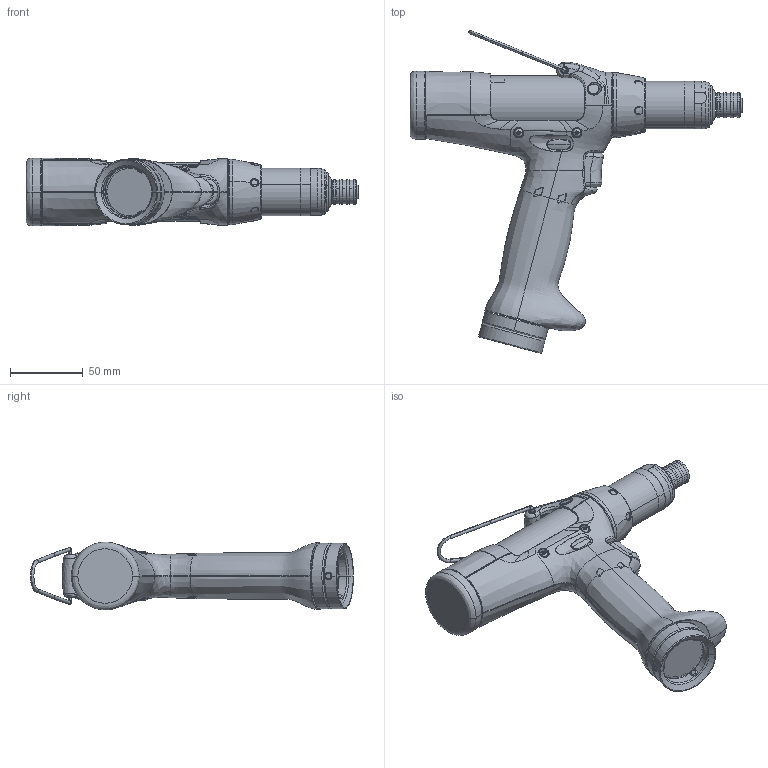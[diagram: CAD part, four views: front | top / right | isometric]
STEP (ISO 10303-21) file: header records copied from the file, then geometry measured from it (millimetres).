
FILE_DESCRIPTION((''),'2;1');
FILE_NAME('30EPN12EAQ_SW0001','2018-11-27T',('A1X81'),(''),'CREO PARAMETRIC BY PTC INC, 2016050','CREO PARAMETRIC BY PTC INC, 2016050','');
FILE_SCHEMA(('CONFIG_CONTROL_DESIGN'));
Length unit declared in the file: millimetre
Products named in the file (1): 30EPN12EAQ_SW0001
Bounding box: 228.58 x 222.38 x 46.75 mm (x, y, z)
Surface area: 73247.1 mm2 (no closed solid volume)
Topology: 0 solids, 63 shells, 776 faces, 2226 edges, 1466 vertices
Faces by surface type: bspline 404, cylinder 120, cone 88, plane 56, sphere 46, torus 44, extrusion 16, revolution 2
Entity records: 112980 total; most frequent: CARTESIAN_POINT 96857, ORIENTED_EDGE 3616, DIRECTION 2355, EDGE_CURVE 2213, VERTEX_POINT 1466, B_SPLINE_CURVE_WITH_KNOTS 1241, AXIS2_PLACEMENT_3D 993, EDGE_LOOP 776
